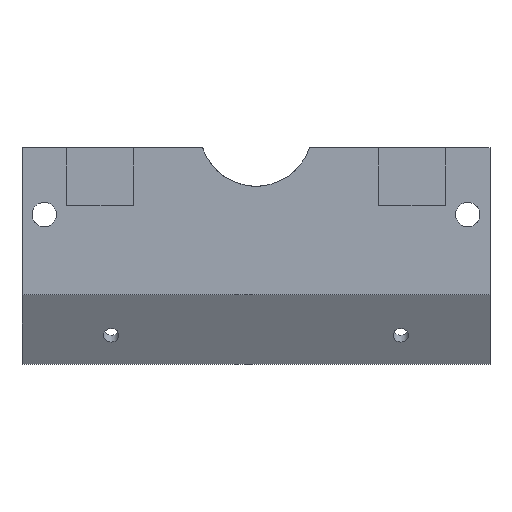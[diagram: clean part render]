
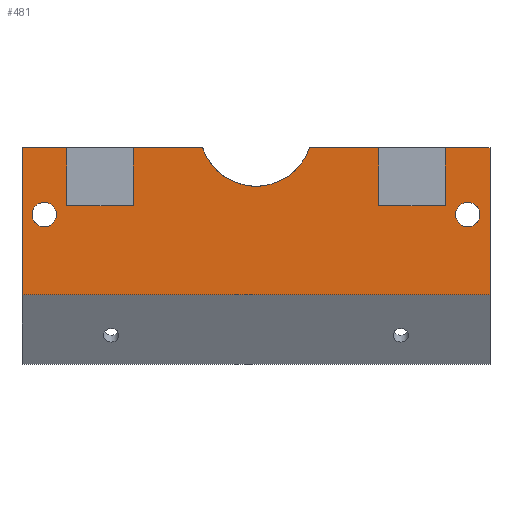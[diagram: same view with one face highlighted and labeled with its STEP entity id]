
A CAD part, front view. The second image highlights one B-rep face of the part: STEP entity #481.
In plain terms, the highlighted planar face has unit normal (0, -1, 0).
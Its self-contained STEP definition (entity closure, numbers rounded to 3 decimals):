
#18=PLANE('',#525);
#36=FACE_BOUND('',#75,.T.);
#37=FACE_BOUND('',#76,.T.);
#48=FACE_OUTER_BOUND('',#74,.T.);
#74=EDGE_LOOP('',(#369,#370,#371,#372,#373,#374,#375,#376,#377,#378,#379,
#380,#381,#382));
#75=EDGE_LOOP('',(#383));
#76=EDGE_LOOP('',(#384));
#108=LINE('',#771,#162);
#118=LINE('',#795,#172);
#119=LINE('',#797,#173);
#120=LINE('',#799,#174);
#121=LINE('',#801,#175);
#122=LINE('',#803,#176);
#123=LINE('',#805,#177);
#124=LINE('',#806,#178);
#125=LINE('',#808,#179);
#126=LINE('',#810,#180);
#127=LINE('',#812,#181);
#128=LINE('',#814,#182);
#129=LINE('',#815,#183);
#162=VECTOR('',#571,10.);
#172=VECTOR('',#591,10.);
#173=VECTOR('',#592,10.);
#174=VECTOR('',#593,10.);
#175=VECTOR('',#594,10.);
#176=VECTOR('',#595,10.);
#177=VECTOR('',#596,10.);
#178=VECTOR('',#597,10.);
#179=VECTOR('',#598,10.);
#180=VECTOR('',#599,10.);
#181=VECTOR('',#600,10.);
#182=VECTOR('',#601,10.);
#183=VECTOR('',#602,10.);
#210=CIRCLE('',#514,2.75);
#211=CIRCLE('',#516,2.75);
#214=CIRCLE('',#524,12.649);
#219=VERTEX_POINT('',#673);
#222=VERTEX_POINT('',#715);
#230=VERTEX_POINT('',#768);
#231=VERTEX_POINT('',#770);
#238=VERTEX_POINT('',#788);
#239=VERTEX_POINT('',#790);
#240=VERTEX_POINT('',#794);
#241=VERTEX_POINT('',#796);
#242=VERTEX_POINT('',#798);
#243=VERTEX_POINT('',#800);
#244=VERTEX_POINT('',#802);
#245=VERTEX_POINT('',#804);
#246=VERTEX_POINT('',#807);
#247=VERTEX_POINT('',#809);
#248=VERTEX_POINT('',#811);
#249=VERTEX_POINT('',#813);
#265=EDGE_CURVE('',#219,#219,#210,.T.);
#269=EDGE_CURVE('',#222,#222,#211,.T.);
#279=EDGE_CURVE('',#231,#230,#108,.T.);
#289=EDGE_CURVE('',#239,#238,#214,.T.);
#291=EDGE_CURVE('',#240,#238,#118,.T.);
#292=EDGE_CURVE('',#241,#240,#119,.T.);
#293=EDGE_CURVE('',#241,#242,#120,.T.);
#294=EDGE_CURVE('',#243,#242,#121,.T.);
#295=EDGE_CURVE('',#243,#244,#122,.T.);
#296=EDGE_CURVE('',#244,#245,#123,.T.);
#297=EDGE_CURVE('',#245,#231,#124,.T.);
#298=EDGE_CURVE('',#230,#246,#125,.T.);
#299=EDGE_CURVE('',#247,#246,#126,.T.);
#300=EDGE_CURVE('',#247,#248,#127,.T.);
#301=EDGE_CURVE('',#249,#248,#128,.T.);
#302=EDGE_CURVE('',#239,#249,#129,.T.);
#369=ORIENTED_EDGE('',*,*,#289,.T.);
#370=ORIENTED_EDGE('',*,*,#291,.F.);
#371=ORIENTED_EDGE('',*,*,#292,.F.);
#372=ORIENTED_EDGE('',*,*,#293,.T.);
#373=ORIENTED_EDGE('',*,*,#294,.F.);
#374=ORIENTED_EDGE('',*,*,#295,.T.);
#375=ORIENTED_EDGE('',*,*,#296,.T.);
#376=ORIENTED_EDGE('',*,*,#297,.T.);
#377=ORIENTED_EDGE('',*,*,#279,.T.);
#378=ORIENTED_EDGE('',*,*,#298,.T.);
#379=ORIENTED_EDGE('',*,*,#299,.F.);
#380=ORIENTED_EDGE('',*,*,#300,.T.);
#381=ORIENTED_EDGE('',*,*,#301,.F.);
#382=ORIENTED_EDGE('',*,*,#302,.F.);
#383=ORIENTED_EDGE('',*,*,#265,.T.);
#384=ORIENTED_EDGE('',*,*,#269,.T.);
#481=ADVANCED_FACE('',(#48,#36,#37),#18,.F.);
#514=AXIS2_PLACEMENT_3D('',#674,#551,#552);
#516=AXIS2_PLACEMENT_3D('',#716,#556,#557);
#524=AXIS2_PLACEMENT_3D('',#791,#586,#587);
#525=AXIS2_PLACEMENT_3D('',#793,#589,#590);
#551=DIRECTION('center_axis',(0.,1.,0.));
#552=DIRECTION('ref_axis',(1.,0.,0.));
#556=DIRECTION('center_axis',(0.,1.,0.));
#557=DIRECTION('ref_axis',(1.,0.,0.));
#571=DIRECTION('',(0.,0.,1.));
#586=DIRECTION('center_axis',(0.,1.,0.));
#587=DIRECTION('ref_axis',(-0.949,0.,-0.316));
#589=DIRECTION('center_axis',(0.,1.,0.));
#590=DIRECTION('ref_axis',(1.,0.,0.));
#591=DIRECTION('',(1.,0.,0.));
#592=DIRECTION('',(0.,0.,1.));
#593=DIRECTION('',(-1.,0.,0.));
#594=DIRECTION('',(0.,0.,-1.));
#595=DIRECTION('',(-1.,0.,0.));
#596=DIRECTION('',(0.,0.,-1.));
#597=DIRECTION('',(1.,0.,0.));
#598=DIRECTION('',(-1.,0.,0.));
#599=DIRECTION('',(0.,0.,1.));
#600=DIRECTION('',(-1.,0.,0.));
#601=DIRECTION('',(0.,0.,-1.));
#602=DIRECTION('',(1.,0.,0.));
#673=CARTESIAN_POINT('',(87.25,0.,18.));
#674=CARTESIAN_POINT('Origin',(90.,0.,18.));
#715=CARTESIAN_POINT('',(-7.75,0.,18.));
#716=CARTESIAN_POINT('Origin',(-5.,0.,18.));
#768=CARTESIAN_POINT('',(95.,0.,33.));
#770=CARTESIAN_POINT('',(95.,0.,0.));
#771=CARTESIAN_POINT('',(95.,0.,0.));
#788=CARTESIAN_POINT('',(30.5,0.,33.));
#790=CARTESIAN_POINT('',(54.5,0.,33.));
#791=CARTESIAN_POINT('Origin',(42.5,0.,37.));
#793=CARTESIAN_POINT('Origin',(42.5,0.,16.5));
#794=CARTESIAN_POINT('',(15.,0.,33.));
#795=CARTESIAN_POINT('',(21.25,0.,33.));
#796=CARTESIAN_POINT('',(15.,0.,20.));
#797=CARTESIAN_POINT('',(15.,0.,33.));
#798=CARTESIAN_POINT('',(0.,0.,20.));
#799=CARTESIAN_POINT('',(21.25,0.,20.));
#800=CARTESIAN_POINT('',(0.,0.,33.));
#801=CARTESIAN_POINT('',(0.,0.,8.25));
#802=CARTESIAN_POINT('',(-10.,0.,33.));
#803=CARTESIAN_POINT('',(-10.,0.,33.));
#804=CARTESIAN_POINT('',(-10.,0.,0.));
#805=CARTESIAN_POINT('',(-10.,0.,0.));
#806=CARTESIAN_POINT('',(85.,0.,0.));
#807=CARTESIAN_POINT('',(85.,0.,33.));
#808=CARTESIAN_POINT('',(95.,0.,33.));
#809=CARTESIAN_POINT('',(85.,0.,20.));
#810=CARTESIAN_POINT('',(85.,0.,24.75));
#811=CARTESIAN_POINT('',(70.,0.,20.));
#812=CARTESIAN_POINT('',(21.25,0.,20.));
#813=CARTESIAN_POINT('',(70.,0.,33.));
#814=CARTESIAN_POINT('',(70.,0.,33.));
#815=CARTESIAN_POINT('',(21.25,0.,33.));
